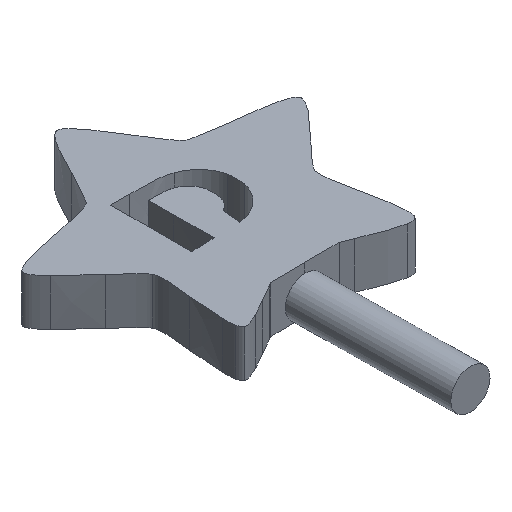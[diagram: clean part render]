
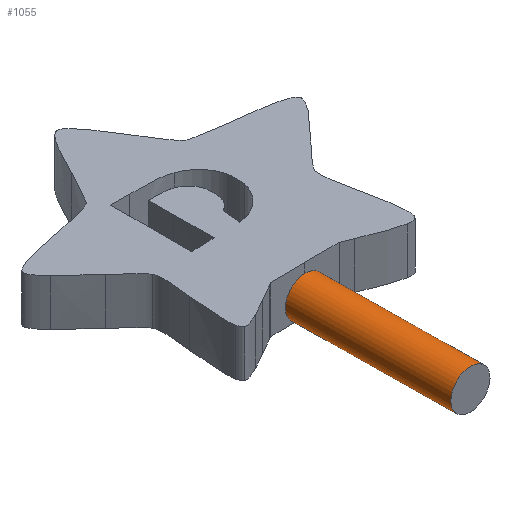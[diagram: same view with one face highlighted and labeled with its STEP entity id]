
A CAD part, isometric view. The second image highlights one B-rep face of the part: STEP entity #1055.
In plain terms, the highlighted cylindrical face has radius 0.85 mm (diameter 1.7 mm), a full revolution.
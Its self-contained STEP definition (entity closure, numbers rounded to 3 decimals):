
#158=FACE_OUTER_BOUND('',#216,.T.);
#216=EDGE_LOOP('',(#718,#719,#720,#721,#722,#723,#724,#725));
#276=LINE('',#1280,#354);
#354=VECTOR('',#1157,0.85);
#432=CIRCLE('',#1128,0.85);
#433=CIRCLE('',#1129,0.85);
#434=CIRCLE('',#1130,0.85);
#435=CIRCLE('',#1131,0.85);
#436=CIRCLE('',#1132,0.85);
#437=CIRCLE('',#1133,0.85);
#438=VERTEX_POINT('',#1275);
#439=VERTEX_POINT('',#1276);
#440=VERTEX_POINT('',#1279);
#441=VERTEX_POINT('',#1281);
#442=VERTEX_POINT('',#1283);
#443=VERTEX_POINT('',#1285);
#550=EDGE_CURVE('',#438,#439,#432,.T.);
#551=EDGE_CURVE('',#439,#438,#433,.T.);
#552=EDGE_CURVE('',#439,#440,#276,.T.);
#553=EDGE_CURVE('',#441,#440,#434,.T.);
#554=EDGE_CURVE('',#442,#441,#435,.T.);
#555=EDGE_CURVE('',#443,#442,#436,.T.);
#556=EDGE_CURVE('',#440,#443,#437,.T.);
#718=ORIENTED_EDGE('',*,*,#550,.F.);
#719=ORIENTED_EDGE('',*,*,#551,.F.);
#720=ORIENTED_EDGE('',*,*,#552,.T.);
#721=ORIENTED_EDGE('',*,*,#553,.F.);
#722=ORIENTED_EDGE('',*,*,#554,.F.);
#723=ORIENTED_EDGE('',*,*,#555,.F.);
#724=ORIENTED_EDGE('',*,*,#556,.F.);
#725=ORIENTED_EDGE('',*,*,#552,.F.);
#1054=CYLINDRICAL_SURFACE('',#1127,0.85);
#1055=ADVANCED_FACE('',(#158),#1054,.T.);
#1127=AXIS2_PLACEMENT_3D('',#1274,#1151,#1152);
#1128=AXIS2_PLACEMENT_3D('',#1277,#1153,#1154);
#1129=AXIS2_PLACEMENT_3D('',#1278,#1155,#1156);
#1130=AXIS2_PLACEMENT_3D('',#1282,#1158,#1159);
#1131=AXIS2_PLACEMENT_3D('',#1284,#1160,#1161);
#1132=AXIS2_PLACEMENT_3D('',#1286,#1162,#1163);
#1133=AXIS2_PLACEMENT_3D('',#1287,#1164,#1165);
#1151=DIRECTION('center_axis',(0.013,-1.,0.));
#1152=DIRECTION('ref_axis',(1.,0.013,-0.013));
#1153=DIRECTION('center_axis',(0.013,-1.,0.));
#1154=DIRECTION('ref_axis',(1.,0.013,-0.013));
#1155=DIRECTION('center_axis',(0.013,-1.,0.));
#1156=DIRECTION('ref_axis',(1.,0.013,-0.013));
#1157=DIRECTION('',(-0.013,1.,0.));
#1158=DIRECTION('center_axis',(-0.013,1.,0.));
#1159=DIRECTION('ref_axis',(1.,0.013,-0.013));
#1160=DIRECTION('center_axis',(-0.013,1.,0.));
#1161=DIRECTION('ref_axis',(1.,0.013,-0.013));
#1162=DIRECTION('center_axis',(-0.013,1.,0.));
#1163=DIRECTION('ref_axis',(1.,0.013,-0.013));
#1164=DIRECTION('center_axis',(-0.013,1.,0.));
#1165=DIRECTION('ref_axis',(1.,0.013,-0.013));
#1274=CARTESIAN_POINT('Origin',(6.454,-13.707,0.75));
#1275=CARTESIAN_POINT('',(7.35,-17.195,0.739));
#1276=CARTESIAN_POINT('',(5.65,-17.217,0.761));
#1277=CARTESIAN_POINT('Origin',(6.5,-17.206,0.75));
#1278=CARTESIAN_POINT('Origin',(6.5,-17.206,0.75));
#1279=CARTESIAN_POINT('',(5.558,-10.218,0.761));
#1280=CARTESIAN_POINT('',(5.604,-13.718,0.761));
#1281=CARTESIAN_POINT('',(6.008,-10.212,0.));
#1282=CARTESIAN_POINT('Origin',(6.408,-10.207,0.75));
#1283=CARTESIAN_POINT('',(6.808,-10.202,0.));
#1284=CARTESIAN_POINT('Origin',(6.408,-10.207,0.75));
#1285=CARTESIAN_POINT('',(6.408,-10.207,1.6));
#1286=CARTESIAN_POINT('Origin',(6.408,-10.207,0.75));
#1287=CARTESIAN_POINT('Origin',(6.408,-10.207,0.75));
